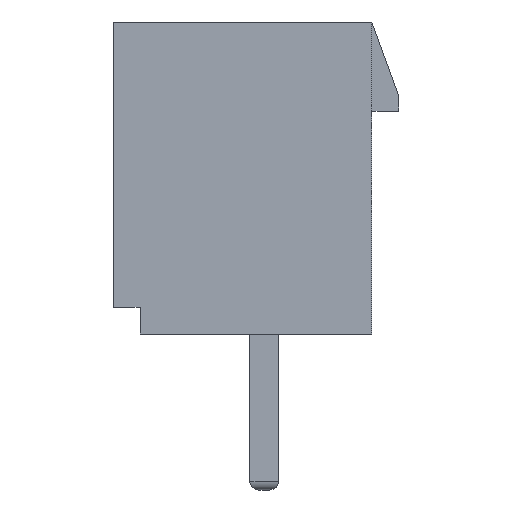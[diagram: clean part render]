
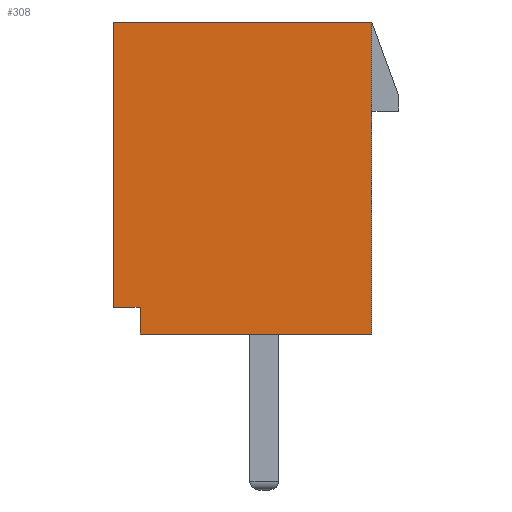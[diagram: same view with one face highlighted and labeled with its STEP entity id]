
A CAD part, left-side view. The second image highlights one B-rep face of the part: STEP entity #308.
In plain terms, the highlighted planar face has unit normal (-1, 0, 0).
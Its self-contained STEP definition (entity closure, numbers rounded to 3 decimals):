
#272=AXIS2_PLACEMENT_3D('Plane Axis2P3D',#269,#270,#271) ;
#103=CARTESIAN_POINT('Vertex',(-8.7,2.9,7.)) ;
#106=CARTESIAN_POINT('Line Origine',(-8.7,0.,7.)) ;
#110=CARTESIAN_POINT('Vertex',(-8.7,-2.9,7.)) ;
#254=CARTESIAN_POINT('Vertex',(-8.7,2.9,0.6)) ;
#257=CARTESIAN_POINT('Line Origine',(-8.7,2.9,3.8)) ;
#269=CARTESIAN_POINT('Axis2P3D Location',(-8.7,-2.9,0.)) ;
#274=CARTESIAN_POINT('Line Origine',(-8.7,2.6,0.6)) ;
#278=CARTESIAN_POINT('Vertex',(-8.7,2.3,0.6)) ;
#281=CARTESIAN_POINT('Line Origine',(-8.7,2.3,0.3)) ;
#285=CARTESIAN_POINT('Vertex',(-8.7,2.3,0.)) ;
#288=CARTESIAN_POINT('Line Origine',(-8.7,-0.3,0.)) ;
#292=CARTESIAN_POINT('Vertex',(-8.7,-2.9,0.)) ;
#295=CARTESIAN_POINT('Line Origine',(-8.7,-2.9,3.5)) ;
#107=DIRECTION('Vector Direction',(0.,1.,0.)) ;
#258=DIRECTION('Vector Direction',(0.,0.,1.)) ;
#270=DIRECTION('Axis2P3D Direction',(1.,0.,0.)) ;
#271=DIRECTION('Axis2P3D XDirection',(0.,1.,0.)) ;
#275=DIRECTION('Vector Direction',(0.,1.,0.)) ;
#282=DIRECTION('Vector Direction',(0.,0.,1.)) ;
#289=DIRECTION('Vector Direction',(0.,1.,0.)) ;
#296=DIRECTION('Vector Direction',(0.,0.,1.)) ;
#108=VECTOR('Line Direction',#107,1.) ;
#259=VECTOR('Line Direction',#258,1.) ;
#276=VECTOR('Line Direction',#275,1.) ;
#283=VECTOR('Line Direction',#282,1.) ;
#290=VECTOR('Line Direction',#289,1.) ;
#297=VECTOR('Line Direction',#296,1.) ;
#301=ORIENTED_EDGE('',*,*,#280,.F.) ;
#302=ORIENTED_EDGE('',*,*,#287,.F.) ;
#303=ORIENTED_EDGE('',*,*,#294,.T.) ;
#304=ORIENTED_EDGE('',*,*,#299,.T.) ;
#305=ORIENTED_EDGE('',*,*,#112,.F.) ;
#306=ORIENTED_EDGE('',*,*,#261,.F.) ;
#308=ADVANCED_FACE('PartBody',(#307),#273,.F.) ;
#112=EDGE_CURVE('',#104,#111,#109,.F.) ;
#261=EDGE_CURVE('',#255,#104,#260,.T.) ;
#280=EDGE_CURVE('',#279,#255,#277,.T.) ;
#287=EDGE_CURVE('',#286,#279,#284,.T.) ;
#294=EDGE_CURVE('',#286,#293,#291,.F.) ;
#299=EDGE_CURVE('',#293,#111,#298,.T.) ;
#300=EDGE_LOOP('',(#301,#302,#303,#304,#305,#306)) ;
#307=FACE_OUTER_BOUND('',#300,.T.) ;
#109=LINE('Line',#106,#108) ;
#260=LINE('Line',#257,#259) ;
#277=LINE('Line',#274,#276) ;
#284=LINE('Line',#281,#283) ;
#291=LINE('Line',#288,#290) ;
#298=LINE('Line',#295,#297) ;
#273=PLANE('',#272) ;
#104=VERTEX_POINT('',#103) ;
#111=VERTEX_POINT('',#110) ;
#255=VERTEX_POINT('',#254) ;
#279=VERTEX_POINT('',#278) ;
#286=VERTEX_POINT('',#285) ;
#293=VERTEX_POINT('',#292) ;
